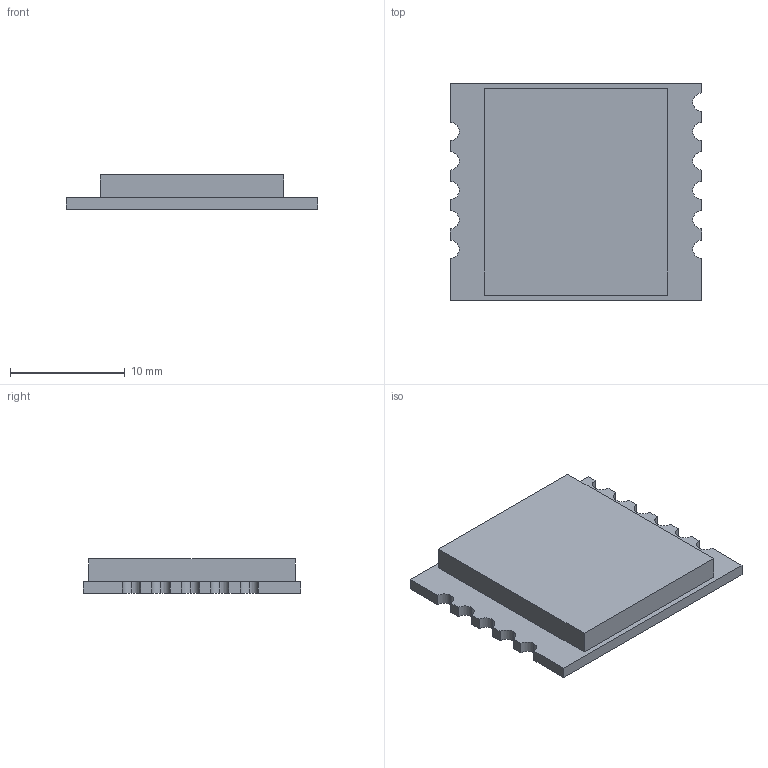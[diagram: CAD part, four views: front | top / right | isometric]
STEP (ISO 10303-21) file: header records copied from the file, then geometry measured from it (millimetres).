
FILE_DESCRIPTION (( 'STEP AP214' ), '1' );
FILE_NAME ('FPV.STEP', '2018-02-11T17:22:48', ( '砐錪賧瘔蠈錪 Windows' ), ( '' ), 'SwSTEP 2.0', 'SolidWorks 2017', '' );
FILE_SCHEMA (( 'AUTOMOTIVE_DESIGN' ));
Length unit declared in the file: millimetre
Products named in the file (1): FPV
Bounding box: 22 x 19 x 3 mm (x, y, z)
Volume: 982.9 mm3; surface area: 1041.9 mm2
Topology: 1 solids, 1 shells, 38 faces, 105 edges, 70 vertices
Faces by surface type: plane 22, cylinder 16
Entity records: 1607 total; most frequent: DIRECTION 215, CARTESIAN_POINT 214, ORIENTED_EDGE 210, EDGE_CURVE 105, LINE 73, VECTOR 73, AXIS2_PLACEMENT_3D 71, VERTEX_POINT 70
